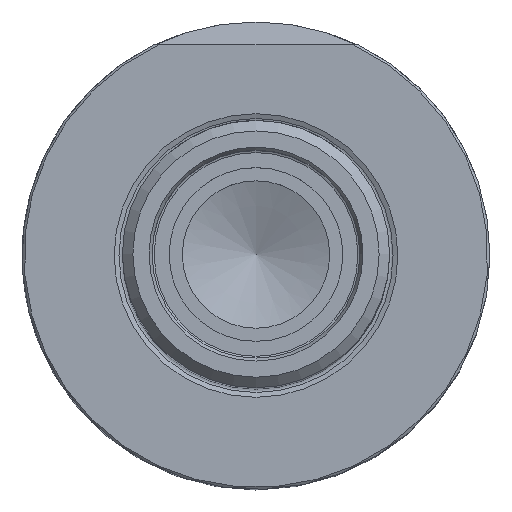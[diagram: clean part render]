
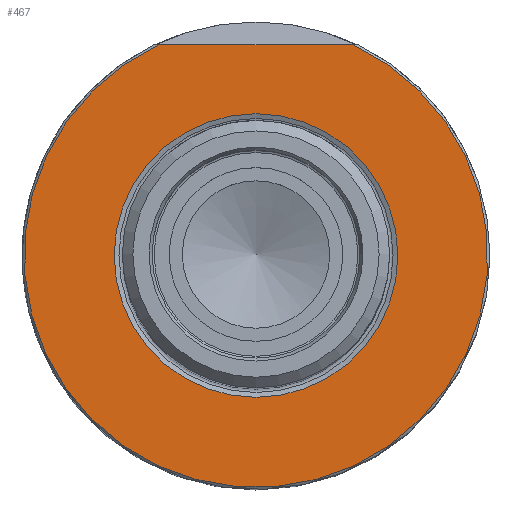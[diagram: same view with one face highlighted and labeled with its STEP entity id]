
A CAD part, top view. The second image highlights one B-rep face of the part: STEP entity #467.
In plain terms, the highlighted planar face has unit normal (0, 0, 1).
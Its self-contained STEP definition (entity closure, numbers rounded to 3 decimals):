
#238=PLANE('',#4484);
#338=FACE_BOUND('',#979,.T.);
#339=FACE_BOUND('',#980,.T.);
#467=ADVANCED_FACE('CN_SU_1',(#338,#339),#238,.F.);
#979=EDGE_LOOP('',(#2152));
#980=EDGE_LOOP('',(#2153,#2154));
#1273=CIRCLE('',#4482,13.472);
#1274=CIRCLE('',#4483,22.025);
#1406=LINE('',#6586,#1622);
#1622=VECTOR('',#5033,1.);
#2152=ORIENTED_EDGE('',*,*,#3730,.F.);
#2153=ORIENTED_EDGE('',*,*,#3714,.T.);
#2154=ORIENTED_EDGE('',*,*,#3731,.T.);
#3293=VERTEX_POINT('',#6587);
#3294=VERTEX_POINT('',#6588);
#3307=VERTEX_POINT('',#6626);
#3714=EDGE_CURVE('',#3293,#3294,#1406,.T.);
#3730=EDGE_CURVE('',#3307,#3307,#1273,.T.);
#3731=EDGE_CURVE('',#3294,#3293,#1274,.T.);
#4482=AXIS2_PLACEMENT_3D('',#6625,#5061,#5062);
#4483=AXIS2_PLACEMENT_3D('',#6627,#5063,#5064);
#4484=AXIS2_PLACEMENT_3D('',#6628,#5065,#5066);
#5033=DIRECTION('',(-1.,0.,0.));
#5061=DIRECTION('',(0.,0.,1.));
#5062=DIRECTION('',(1.,0.,0.));
#5063=DIRECTION('',(0.,0.,1.));
#5064=DIRECTION('',(-1.,0.,0.));
#5065=DIRECTION('',(0.,0.,-1.));
#5066=DIRECTION('',(-1.,0.,0.));
#6586=CARTESIAN_POINT('',(50.,20.,0.));
#6587=CARTESIAN_POINT('',(9.225,20.,0.));
#6588=CARTESIAN_POINT('',(-9.225,20.,0.));
#6625=CARTESIAN_POINT('',(0.,0.,0.));
#6626=CARTESIAN_POINT('',(13.472,0.,0.));
#6627=CARTESIAN_POINT('',(0.,0.,0.));
#6628=CARTESIAN_POINT('',(0.,-22.225,0.));
